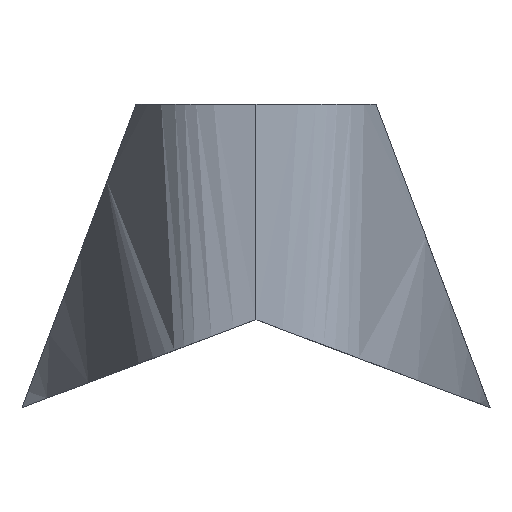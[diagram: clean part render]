
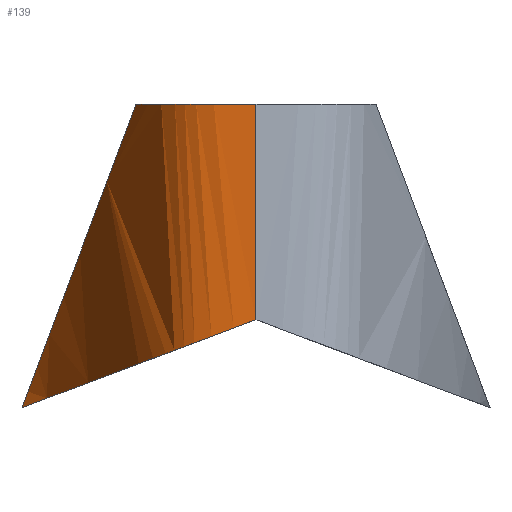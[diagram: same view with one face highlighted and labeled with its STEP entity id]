
A CAD part, front view. The second image highlights one B-rep face of the part: STEP entity #139.
In plain terms, the highlighted free-form (B-spline) face has degree [3, 1] with [12, 2] control points.
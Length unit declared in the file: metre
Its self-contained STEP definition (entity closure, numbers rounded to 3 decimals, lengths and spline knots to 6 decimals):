
#12=B_SPLINE_SURFACE_WITH_KNOTS('',3,1,((#315,#316),(#317,#318),(#319,#320),
(#321,#322),(#323,#324),(#325,#326),(#327,#328),(#329,#330),(#331,#332),
(#333,#334),(#335,#336),(#337,#338)),.SURF_OF_LINEAR_EXTRUSION.,.F.,.F.,
 .F.,(4,1,1,1,1,1,1,1,1,4),(2,2),(0.,0.087959,0.131939,
0.175919,0.263878,0.351837,0.439797,
0.527756,0.615715,0.703675),(0.,1.),
 .UNSPECIFIED.);
#21=LINE('',#339,#28);
#28=VECTOR('',#178,1.);
#52=ORIENTED_EDGE('',*,*,#71,.T.);
#53=ORIENTED_EDGE('',*,*,#76,.F.);
#54=ORIENTED_EDGE('',*,*,#79,.T.);
#55=ORIENTED_EDGE('',*,*,#85,.F.);
#71=EDGE_CURVE('',#91,#90,#101,.T.);
#76=EDGE_CURVE('',#94,#90,#104,.T.);
#79=EDGE_CURVE('',#94,#96,#106,.T.);
#85=EDGE_CURVE('',#91,#96,#21,.T.);
#90=VERTEX_POINT('',#204);
#91=VERTEX_POINT('',#214);
#94=VERTEX_POINT('',#236);
#96=VERTEX_POINT('',#259);
#101=B_SPLINE_CURVE_WITH_KNOTS('',3,(#205,#206,#207,#208,#209,#210,#211,
#212,#213),.UNSPECIFIED.,.F.,.F.,(4,1,1,1,1,1,4),(0.,0.124466,
0.274712,0.454299,0.648739,0.81196,
1.),.UNSPECIFIED.);
#104=B_SPLINE_CURVE_WITH_KNOTS('',3,(#237,#238,#239,#240,#241,#242,#243),
 .UNSPECIFIED.,.F.,.F.,(4,1,1,1,4),(0.,0.003408,
0.006816,0.010223,0.013631),.UNSPECIFIED.);
#106=B_SPLINE_CURVE_WITH_KNOTS('',3,(#260,#261,#262,#263,#264,#265,#266,
#267,#268,#269,#270,#271),.UNSPECIFIED.,.F.,.F.,(4,1,1,1,1,1,1,1,1,4),(0.,
0.003712,0.005568,0.007425,0.009281,
0.011137,0.012065,0.012993,0.013921,
0.014849),.UNSPECIFIED.);
#116=EDGE_LOOP('',(#52,#53,#54,#55));
#125=FACE_BOUND('',#116,.T.);
#139=ADVANCED_FACE('',(#125),#12,.T.);
#178=DIRECTION('',(0.,0.,-1.));
#204=CARTESIAN_POINT('',(-0.00308,0.414289,0.164245));
#205=CARTESIAN_POINT('',(0.,0.412442,0.164245));
#206=CARTESIAN_POINT('',(-0.000673,0.412479,0.164245));
#207=CARTESIAN_POINT('',(-0.002157,0.412561,0.164245));
#208=CARTESIAN_POINT('',(-0.003689,0.415324,0.164245));
#209=CARTESIAN_POINT('',(-0.005173,0.418914,0.164245));
#210=CARTESIAN_POINT('',(-0.00603,0.423689,0.164245));
#211=CARTESIAN_POINT('',(-0.006057,0.427008,0.164245));
#212=CARTESIAN_POINT('',(-0.006256,0.429916,0.164245));
#213=CARTESIAN_POINT('',(-0.006362,0.431473,0.164245));
#214=CARTESIAN_POINT('',(0.,0.412442,0.164245));
#236=CARTESIAN_POINT('',(-0.006002,0.424741,0.156465));
#237=CARTESIAN_POINT('',(-0.006002,0.424741,0.156465));
#238=CARTESIAN_POINT('',(-0.005933,0.423596,0.156649));
#239=CARTESIAN_POINT('',(-0.00565,0.421469,0.157403));
#240=CARTESIAN_POINT('',(-0.004968,0.418586,0.159217));
#241=CARTESIAN_POINT('',(-0.004074,0.416256,0.161599));
#242=CARTESIAN_POINT('',(-0.003425,0.414893,0.163326));
#243=CARTESIAN_POINT('',(-0.00308,0.414289,0.164245));
#259=CARTESIAN_POINT('',(0.,0.412442,0.15872));
#260=CARTESIAN_POINT('',(-0.006002,0.424741,0.156465));
#261=CARTESIAN_POINT('',(-0.005927,0.423488,0.156494));
#262=CARTESIAN_POINT('',(-0.005674,0.421644,0.156589));
#263=CARTESIAN_POINT('',(-0.005121,0.419241,0.156797));
#264=CARTESIAN_POINT('',(-0.00456,0.417475,0.157007));
#265=CARTESIAN_POINT('',(-0.003834,0.415755,0.15728));
#266=CARTESIAN_POINT('',(-0.003153,0.41435,0.157536));
#267=CARTESIAN_POINT('',(-0.002476,0.41334,0.15779));
#268=CARTESIAN_POINT('',(-0.001772,0.41272,0.158055));
#269=CARTESIAN_POINT('',(-0.000887,0.41249,0.158387));
#270=CARTESIAN_POINT('',(-0.000297,0.412458,0.158609));
#271=CARTESIAN_POINT('',(0.,0.412442,0.15872));
#315=CARTESIAN_POINT('',(0.,0.412442,0.164245));
#316=CARTESIAN_POINT('',(0.,0.412442,0.156419));
#317=CARTESIAN_POINT('',(-0.000475,0.412468,0.164245));
#318=CARTESIAN_POINT('',(-0.000475,0.412468,0.156419));
#319=CARTESIAN_POINT('',(-0.001189,0.412506,0.164245));
#320=CARTESIAN_POINT('',(-0.001189,0.412506,0.156419));
#321=CARTESIAN_POINT('',(-0.002017,0.412908,0.164245));
#322=CARTESIAN_POINT('',(-0.002017,0.412908,0.156419));
#323=CARTESIAN_POINT('',(-0.002731,0.413633,0.164245));
#324=CARTESIAN_POINT('',(-0.002731,0.413633,0.156419));
#325=CARTESIAN_POINT('',(-0.003465,0.414966,0.164245));
#326=CARTESIAN_POINT('',(-0.003465,0.414966,0.156419));
#327=CARTESIAN_POINT('',(-0.00426,0.41671,0.164245));
#328=CARTESIAN_POINT('',(-0.00426,0.41671,0.156419));
#329=CARTESIAN_POINT('',(-0.00495,0.418607,0.164245));
#330=CARTESIAN_POINT('',(-0.00495,0.418607,0.156419));
#331=CARTESIAN_POINT('',(-0.00549,0.420768,0.164245));
#332=CARTESIAN_POINT('',(-0.00549,0.420768,0.156419));
#333=CARTESIAN_POINT('',(-0.005861,0.422968,0.164245));
#334=CARTESIAN_POINT('',(-0.005861,0.422968,0.156419));
#335=CARTESIAN_POINT('',(-0.005973,0.424232,0.164245));
#336=CARTESIAN_POINT('',(-0.005973,0.424232,0.156419));
#337=CARTESIAN_POINT('',(-0.006007,0.424827,0.164245));
#338=CARTESIAN_POINT('',(-0.006007,0.424827,0.156419));
#339=CARTESIAN_POINT('',(0.,0.412442,0.288298));
